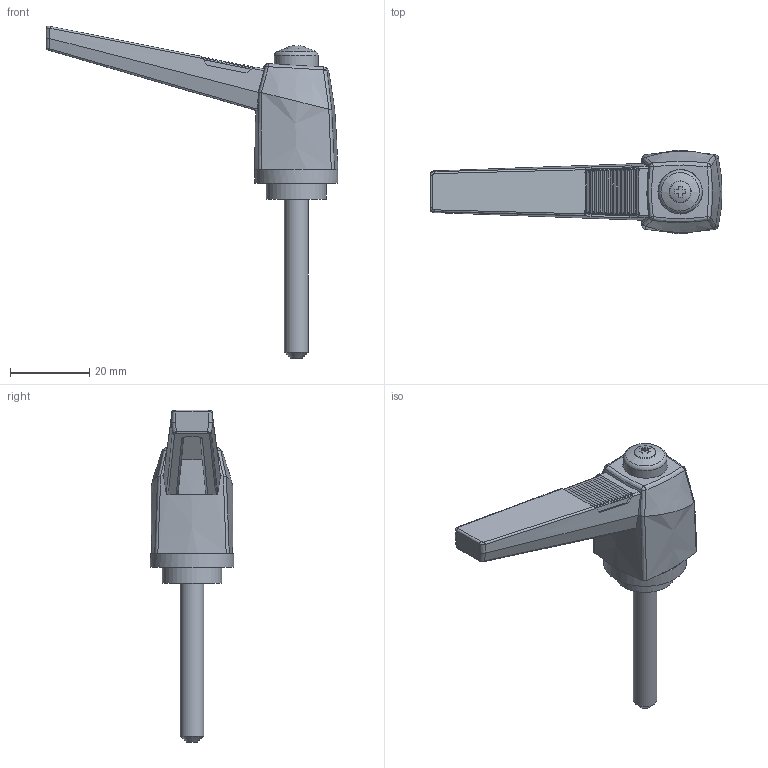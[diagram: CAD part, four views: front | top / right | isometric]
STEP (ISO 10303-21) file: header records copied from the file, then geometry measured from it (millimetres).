
FILE_DESCRIPTION( ( 'Unknown' ), '1' );
FILE_NAME( '6356640_KRP63_M06x40.stp', 'Unknown', ( 'Unknown' ), ( 'Unknown' ), 'PSStep 11.0', 'Unknown', ' ' );
FILE_SCHEMA( ( 'AUTOMOTIVE_DESIGN { 1 0 10303 214 1 1 1 1 }' ) );
Length unit declared in the file: millimetre
Products named in the file (1): 1840020
Bounding box: 73.5 x 21 x 83.61 mm (x, y, z)
Volume: 16184.3 mm3; surface area: 7106.3 mm2
Topology: 1 solids, 3 shells, 152 faces, 390 edges, 249 vertices
Faces by surface type: plane 76, bspline 51, cylinder 14, torus 5, sphere 4, cone 2
Full cylindrical faces by diameter (mm): 3 x1, 5.5 x1, 6 x3, 11 x1, 11.2 x1, 15 x1, 21 x1
Entity records: 9025 total; most frequent: CARTESIAN_POINT 4611, ORIENTED_EDGE 726, DIRECTION 537, EDGE_CURVE 363, VERTEX_POINT 242, AXIS2_PLACEMENT_3D 221, EDGE_LOOP 178, FACE_OUTER_BOUND 168
